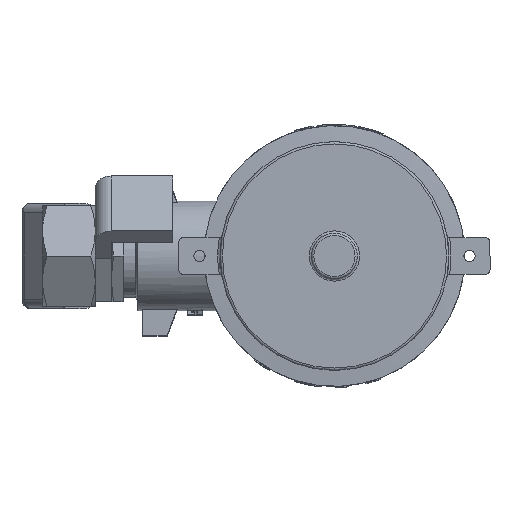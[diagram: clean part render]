
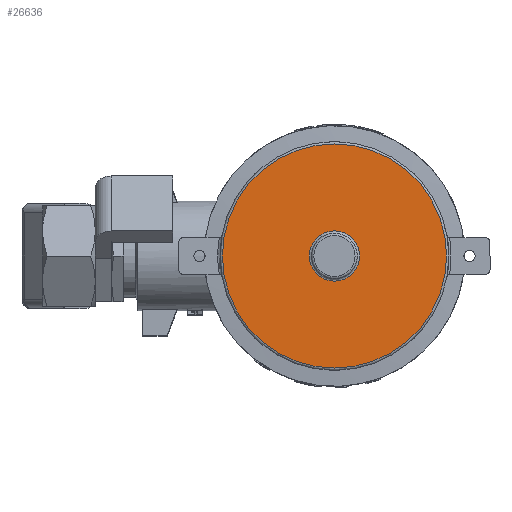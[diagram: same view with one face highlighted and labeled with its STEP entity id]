
A CAD part, left-side view. The second image highlights one B-rep face of the part: STEP entity #26636.
In plain terms, the highlighted face is planar.
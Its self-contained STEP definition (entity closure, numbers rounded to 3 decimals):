
#13624=ORIENTED_EDGE('',*,*,#17797,.T.);
#13625=ORIENTED_EDGE('',*,*,#17798,.T.);
#17797=EDGE_CURVE('',#20539,#20539,#20865,.F.);
#17798=EDGE_CURVE('',#20540,#20540,#20866,.T.);
#20539=VERTEX_POINT('',#59095);
#20540=VERTEX_POINT('',#59097);
#20865=CIRCLE('',#37416,24.5);
#20866=CIRCLE('',#37417,5.5);
#22408=EDGE_LOOP('',(#13624));
#22409=EDGE_LOOP('',(#13625));
#23993=FACE_BOUND('',#22408,.T.);
#23994=FACE_BOUND('',#22409,.T.);
#25215=PLANE('',#37415);
#26636=ADVANCED_FACE('',(#23993,#23994),#25215,.F.);
#37415=AXIS2_PLACEMENT_3D('',#59093,#42451,#42452);
#37416=AXIS2_PLACEMENT_3D('',#59094,#42453,#42454);
#37417=AXIS2_PLACEMENT_3D('',#59096,#42455,#42456);
#42451=DIRECTION('',(0.,1.,0.));
#42452=DIRECTION('',(0.,0.,1.));
#42453=DIRECTION('',(0.,1.,0.));
#42454=DIRECTION('',(0.,0.,1.));
#42455=DIRECTION('',(0.,1.,0.));
#42456=DIRECTION('',(0.,0.,1.));
#59093=CARTESIAN_POINT('',(0.,0.,0.));
#59094=CARTESIAN_POINT('',(0.,0.,0.));
#59095=CARTESIAN_POINT('',(0.,0.,24.5));
#59096=CARTESIAN_POINT('',(0.,0.,0.));
#59097=CARTESIAN_POINT('',(0.,0.,5.5));
